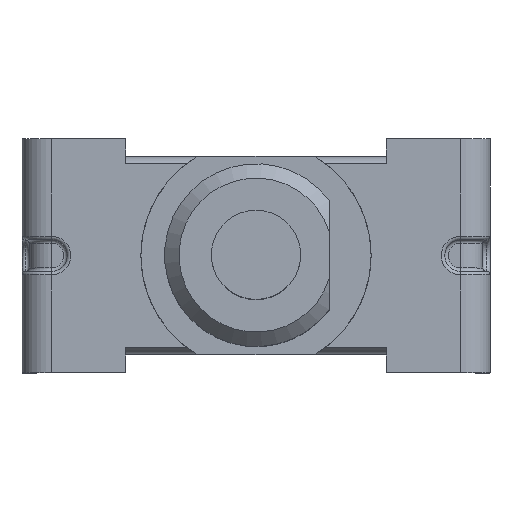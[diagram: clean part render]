
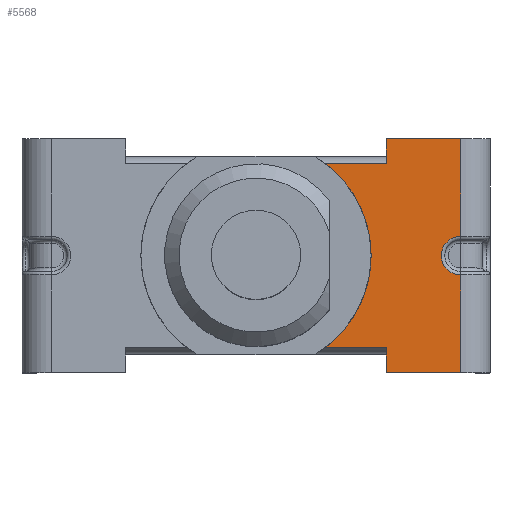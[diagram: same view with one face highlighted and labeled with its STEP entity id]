
A CAD part, top view. The second image highlights one B-rep face of the part: STEP entity #5568.
In plain terms, the highlighted planar face has unit normal (0, 0, 1).
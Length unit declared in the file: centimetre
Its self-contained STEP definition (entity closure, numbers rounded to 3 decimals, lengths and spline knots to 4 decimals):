
#132=LINE('',#8429,#712);
#133=LINE('',#8431,#713);
#134=LINE('',#8433,#714);
#135=LINE('',#8435,#715);
#136=LINE('',#8439,#716);
#137=LINE('',#8441,#717);
#138=LINE('',#8443,#718);
#139=LINE('',#8444,#719);
#712=VECTOR('',#6597,1.);
#713=VECTOR('',#6598,1.);
#714=VECTOR('',#6599,1.);
#715=VECTOR('',#6600,1.);
#716=VECTOR('',#6603,1.);
#717=VECTOR('',#6604,1.);
#718=VECTOR('',#6605,1.);
#719=VECTOR('',#6606,1.);
#1379=FACE_OUTER_BOUND('',#1721,.T.);
#1721=EDGE_LOOP('',(#3717,#3718,#3719,#3720,#3721,#3722,#3723,#3724,#3725,
#3726));
#2078=CIRCLE('',#5942,0.4);
#2079=CIRCLE('',#5943,0.067);
#2332=VERTEX_POINT('',#8425);
#2333=VERTEX_POINT('',#8426);
#2334=VERTEX_POINT('',#8428);
#2335=VERTEX_POINT('',#8430);
#2336=VERTEX_POINT('',#8432);
#2337=VERTEX_POINT('',#8434);
#2338=VERTEX_POINT('',#8436);
#2339=VERTEX_POINT('',#8438);
#2340=VERTEX_POINT('',#8440);
#2341=VERTEX_POINT('',#8442);
#2858=EDGE_CURVE('',#2332,#2333,#2078,.T.);
#2859=EDGE_CURVE('',#2333,#2334,#132,.T.);
#2860=EDGE_CURVE('',#2334,#2335,#133,.T.);
#2861=EDGE_CURVE('',#2336,#2335,#134,.T.);
#2862=EDGE_CURVE('',#2336,#2337,#135,.T.);
#2863=EDGE_CURVE('',#2338,#2337,#2079,.T.);
#2864=EDGE_CURVE('',#2338,#2339,#136,.T.);
#2865=EDGE_CURVE('',#2340,#2339,#137,.T.);
#2866=EDGE_CURVE('',#2340,#2341,#138,.T.);
#2867=EDGE_CURVE('',#2341,#2332,#139,.T.);
#3717=ORIENTED_EDGE('',*,*,#2858,.T.);
#3718=ORIENTED_EDGE('',*,*,#2859,.T.);
#3719=ORIENTED_EDGE('',*,*,#2860,.T.);
#3720=ORIENTED_EDGE('',*,*,#2861,.F.);
#3721=ORIENTED_EDGE('',*,*,#2862,.T.);
#3722=ORIENTED_EDGE('',*,*,#2863,.F.);
#3723=ORIENTED_EDGE('',*,*,#2864,.T.);
#3724=ORIENTED_EDGE('',*,*,#2865,.F.);
#3725=ORIENTED_EDGE('',*,*,#2866,.T.);
#3726=ORIENTED_EDGE('',*,*,#2867,.T.);
#5367=PLANE('',#5941);
#5568=ADVANCED_FACE('',(#1379),#5367,.T.);
#5941=AXIS2_PLACEMENT_3D('',#8424,#6593,#6594);
#5942=AXIS2_PLACEMENT_3D('',#8427,#6595,#6596);
#5943=AXIS2_PLACEMENT_3D('',#8437,#6601,#6602);
#6593=DIRECTION('center_axis',(0.,0.,
1.));
#6594=DIRECTION('ref_axis',(1.,0.,0.));
#6595=DIRECTION('center_axis',(0.,0.,
-1.));
#6596=DIRECTION('ref_axis',(-0.506,0.863,0.));
#6597=DIRECTION('',(1.,0.,0.));
#6598=DIRECTION('',(0.,-1.,0.));
#6599=DIRECTION('',(-1.,0.,0.));
#6600=DIRECTION('',(0.,1.,0.));
#6601=DIRECTION('center_axis',(0.,0.,
1.));
#6602=DIRECTION('ref_axis',(-1.,0.,0.));
#6603=DIRECTION('',(0.,1.,0.));
#6604=DIRECTION('',(1.,0.,0.));
#6605=DIRECTION('',(0.,-1.,0.));
#6606=DIRECTION('',(-1.,0.,0.));
#8424=CARTESIAN_POINT('Origin',(0.,0.,
0.942));
#8425=CARTESIAN_POINT('',(0.24,0.32,0.942));
#8426=CARTESIAN_POINT('',(0.24,-0.32,0.942));
#8427=CARTESIAN_POINT('Origin',(0.,0.,
0.942));
#8428=CARTESIAN_POINT('',(0.453,-0.32,0.942));
#8429=CARTESIAN_POINT('',(0.2265,-0.32,0.942));
#8430=CARTESIAN_POINT('',(0.453,-0.4065,0.942));
#8431=CARTESIAN_POINT('',(0.453,-0.2033,0.942));
#8432=CARTESIAN_POINT('',(0.711,-0.4065,0.942));
#8433=CARTESIAN_POINT('',(-0.813,-0.4065,0.942));
#8434=CARTESIAN_POINT('',(0.711,-0.067,0.942));
#8435=CARTESIAN_POINT('',(0.711,-0.2033,0.942));
#8436=CARTESIAN_POINT('',(0.711,0.067,0.942));
#8437=CARTESIAN_POINT('Origin',(0.711,0.,
0.942));
#8438=CARTESIAN_POINT('',(0.711,0.4065,0.942));
#8439=CARTESIAN_POINT('',(0.711,-0.2033,0.942));
#8440=CARTESIAN_POINT('',(0.453,0.4065,0.942));
#8441=CARTESIAN_POINT('',(0.813,0.4065,0.942));
#8442=CARTESIAN_POINT('',(0.453,0.32,0.942));
#8443=CARTESIAN_POINT('',(0.453,0.16,0.942));
#8444=CARTESIAN_POINT('',(-0.2265,0.32,0.942));
